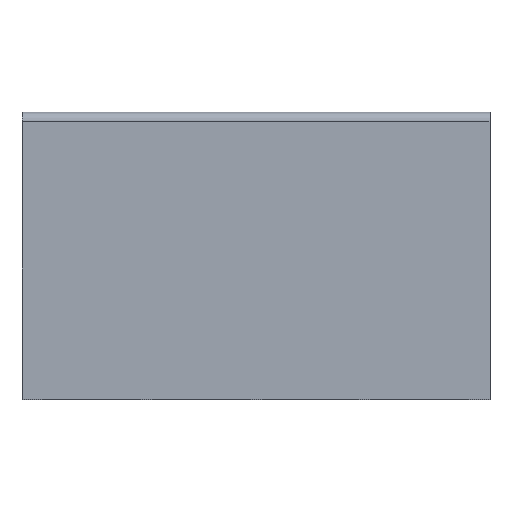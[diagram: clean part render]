
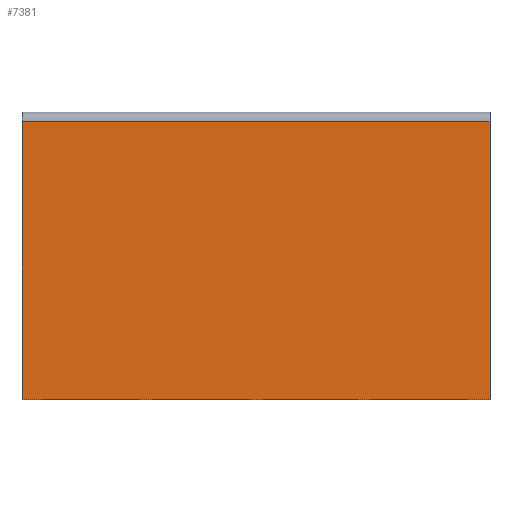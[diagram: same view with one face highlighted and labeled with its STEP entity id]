
A CAD part, top view. The second image highlights one B-rep face of the part: STEP entity #7381.
In plain terms, the highlighted planar face has unit normal (0, 0, 1).
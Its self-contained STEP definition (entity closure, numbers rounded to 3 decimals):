
#42 = EDGE_CURVE ( 'NONE', #1761, #5524, #98, .T. ) ;
#98 = LINE ( 'NONE', #3028, #1668 ) ;
#314 = VERTEX_POINT ( 'NONE', #4682 ) ;
#950 = ORIENTED_EDGE ( 'NONE', *, *, #5925, .T. ) ;
#1033 = VECTOR ( 'NONE', #1530, 1000. ) ;
#1530 = DIRECTION ( 'NONE',  ( 0., 1., 0. ) ) ;
#1668 = VECTOR ( 'NONE', #7169, 1000. ) ;
#1761 = VERTEX_POINT ( 'NONE', #7733 ) ;
#1850 = FACE_OUTER_BOUND ( 'NONE', #4559, .T. ) ;
#3028 = CARTESIAN_POINT ( 'NONE',  ( -7.5, 8.9, 7. ) ) ;
#3223 = DIRECTION ( 'NONE',  ( 1., 0., 0. ) ) ;
#3267 = CARTESIAN_POINT ( 'NONE',  ( 0., 0., 7. ) ) ;
#3939 = CARTESIAN_POINT ( 'NONE',  ( -7.5, 9.2, 7. ) ) ;
#4055 = ORIENTED_EDGE ( 'NONE', *, *, #5061, .T. ) ;
#4504 = EDGE_CURVE ( 'NONE', #314, #7575, #5933, .T. ) ;
#4559 = EDGE_LOOP ( 'NONE', ( #950, #5536, #4055, #5313 ) ) ;
#4682 = CARTESIAN_POINT ( 'NONE',  ( -7.5, 0., 7. ) ) ;
#5061 = EDGE_CURVE ( 'NONE', #5524, #314, #6101, .T. ) ;
#5170 = CARTESIAN_POINT ( 'NONE',  ( -7.5, 0., 7. ) ) ;
#5313 = ORIENTED_EDGE ( 'NONE', *, *, #4504, .T. ) ;
#5314 = CARTESIAN_POINT ( 'NONE',  ( 7.5, 0., 7. ) ) ;
#5524 = VERTEX_POINT ( 'NONE', #9214 ) ;
#5536 = ORIENTED_EDGE ( 'NONE', *, *, #42, .T. ) ;
#5825 = CARTESIAN_POINT ( 'NONE',  ( 7.5, 9.2, 7. ) ) ;
#5874 = LINE ( 'NONE', #5825, #1033 ) ;
#5925 = EDGE_CURVE ( 'NONE', #7575, #1761, #5874, .T. ) ;
#5933 = LINE ( 'NONE', #5170, #8281 ) ;
#6101 = LINE ( 'NONE', #3939, #8550 ) ;
#6836 = DIRECTION ( 'NONE',  ( 0., 0., 1. ) ) ;
#7169 = DIRECTION ( 'NONE',  ( -1., 0., 0. ) ) ;
#7299 = DIRECTION ( 'NONE',  ( 1., 0., 0. ) ) ;
#7381 = ADVANCED_FACE ( 'NONE', ( #1850 ), #8255, .T. ) ;
#7472 = AXIS2_PLACEMENT_3D ( 'NONE', #3267, #6836, #3223 ) ;
#7575 = VERTEX_POINT ( 'NONE', #5314 ) ;
#7733 = CARTESIAN_POINT ( 'NONE',  ( 7.5, 8.9, 7. ) ) ;
#8255 = PLANE ( 'NONE',  #7472 ) ;
#8281 = VECTOR ( 'NONE', #7299, 1000. ) ;
#8355 = DIRECTION ( 'NONE',  ( 0., -1., 0. ) ) ;
#8550 = VECTOR ( 'NONE', #8355, 1000. ) ;
#9214 = CARTESIAN_POINT ( 'NONE',  ( -7.5, 8.9, 7. ) ) ;
